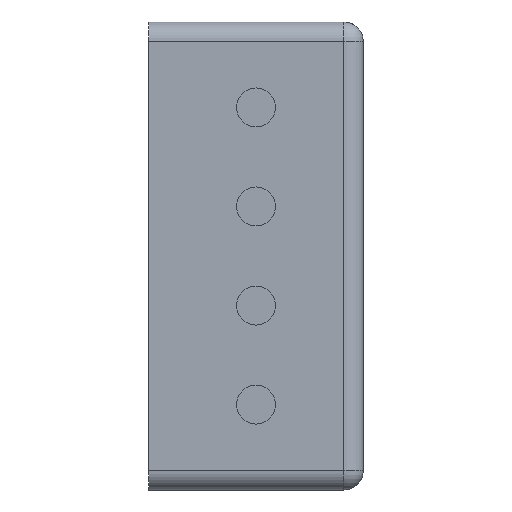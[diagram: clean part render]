
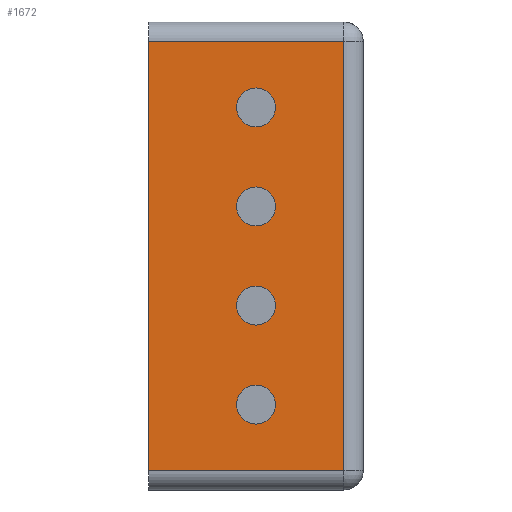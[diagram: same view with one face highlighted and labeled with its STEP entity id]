
A CAD part, front view. The second image highlights one B-rep face of the part: STEP entity #1672.
In plain terms, the highlighted planar face has unit normal (0, -1, 0).
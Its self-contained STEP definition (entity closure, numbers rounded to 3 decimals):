
#1589=CARTESIAN_POINT('',(5.5,0.,0.));
#1590=DIRECTION('',(0.,1.,0.));
#1591=DIRECTION('',(0.,0.,1.));
#1592=AXIS2_PLACEMENT_3D('',#1589,#1590,#1591);
#1593=PLANE('',#1592);
#1594=CARTESIAN_POINT('',(2.75,0.,-6.77));
#1595=VERTEX_POINT('',#1594);
#1596=CARTESIAN_POINT('',(2.75,0.,-7.27));
#1597=DIRECTION('',(-0.,-1.,-0.));
#1598=DIRECTION('',(0.,-0.,1.));
#1599=AXIS2_PLACEMENT_3D('',#1596,#1597,#1598);
#1600=CIRCLE('',#1599,0.5);
#1601=EDGE_CURVE('',#1595,#1595,#1600,.T.);
#1602=ORIENTED_EDGE('',*,*,#1601,.F.);
#1603=EDGE_LOOP('',(#1602));
#1604=FACE_BOUND('',#1603,.T.);
#1605=CARTESIAN_POINT('',(2.75,0.,-1.69));
#1606=VERTEX_POINT('',#1605);
#1607=CARTESIAN_POINT('',(2.75,0.,-2.19));
#1608=DIRECTION('',(-0.,-1.,-0.));
#1609=DIRECTION('',(0.,-0.,1.));
#1610=AXIS2_PLACEMENT_3D('',#1607,#1608,#1609);
#1611=CIRCLE('',#1610,0.5);
#1612=EDGE_CURVE('',#1606,#1606,#1611,.T.);
#1613=ORIENTED_EDGE('',*,*,#1612,.F.);
#1614=EDGE_LOOP('',(#1613));
#1615=FACE_BOUND('',#1614,.T.);
#1616=CARTESIAN_POINT('',(0.,0.,-0.5));
#1617=VERTEX_POINT('',#1616);
#1618=CARTESIAN_POINT('',(0.,0.,-11.5));
#1619=VERTEX_POINT('',#1618);
#1620=CARTESIAN_POINT('',(0.,0.,-0.5));
#1621=DIRECTION('',(0.,0.,-1.));
#1622=VECTOR('',#1621,11.);
#1623=LINE('',#1620,#1622);
#1624=EDGE_CURVE('',#1617,#1619,#1623,.T.);
#1625=ORIENTED_EDGE('',*,*,#1624,.T.);
#1626=CARTESIAN_POINT('',(5.,0.,-11.5));
#1627=VERTEX_POINT('',#1626);
#1628=CARTESIAN_POINT('',(0.,0.,-11.5));
#1629=DIRECTION('',(1.,-0.,-0.));
#1630=VECTOR('',#1629,5.);
#1631=LINE('',#1628,#1630);
#1632=EDGE_CURVE('',#1619,#1627,#1631,.T.);
#1633=ORIENTED_EDGE('',*,*,#1632,.T.);
#1634=CARTESIAN_POINT('',(5.,0.,-0.5));
#1635=VERTEX_POINT('',#1634);
#1636=CARTESIAN_POINT('',(5.,0.,-11.5));
#1637=DIRECTION('',(-0.,-0.,1.));
#1638=VECTOR('',#1637,11.);
#1639=LINE('',#1636,#1638);
#1640=EDGE_CURVE('',#1627,#1635,#1639,.T.);
#1641=ORIENTED_EDGE('',*,*,#1640,.T.);
#1642=CARTESIAN_POINT('',(5.,0.,-0.5));
#1643=DIRECTION('',(-1.,0.,0.));
#1644=VECTOR('',#1643,5.);
#1645=LINE('',#1642,#1644);
#1646=EDGE_CURVE('',#1635,#1617,#1645,.T.);
#1647=ORIENTED_EDGE('',*,*,#1646,.T.);
#1648=EDGE_LOOP('',(#1625,#1633,#1641,#1647));
#1649=FACE_BOUND('',#1648,.T.);
#1650=CARTESIAN_POINT('',(2.75,0.,-4.23));
#1651=VERTEX_POINT('',#1650);
#1652=CARTESIAN_POINT('',(2.75,0.,-4.73));
#1653=DIRECTION('',(-0.,-1.,-0.));
#1654=DIRECTION('',(0.,-0.,1.));
#1655=AXIS2_PLACEMENT_3D('',#1652,#1653,#1654);
#1656=CIRCLE('',#1655,0.5);
#1657=EDGE_CURVE('',#1651,#1651,#1656,.T.);
#1658=ORIENTED_EDGE('',*,*,#1657,.F.);
#1659=EDGE_LOOP('',(#1658));
#1660=FACE_BOUND('',#1659,.T.);
#1661=CARTESIAN_POINT('',(2.75,0.,-9.31));
#1662=VERTEX_POINT('',#1661);
#1663=CARTESIAN_POINT('',(2.75,0.,-9.81));
#1664=DIRECTION('',(-0.,-1.,-0.));
#1665=DIRECTION('',(0.,-0.,1.));
#1666=AXIS2_PLACEMENT_3D('',#1663,#1664,#1665);
#1667=CIRCLE('',#1666,0.5);
#1668=EDGE_CURVE('',#1662,#1662,#1667,.T.);
#1669=ORIENTED_EDGE('',*,*,#1668,.F.);
#1670=EDGE_LOOP('',(#1669));
#1671=FACE_BOUND('',#1670,.T.);
#1672=ADVANCED_FACE('',(#1604,#1615,#1649,#1660,#1671),#1593,.F.);
